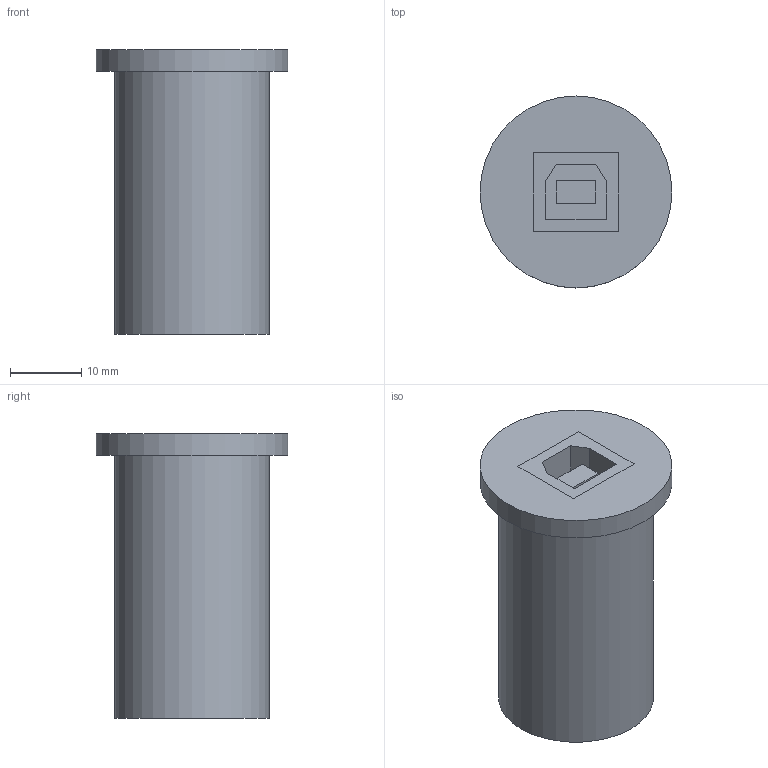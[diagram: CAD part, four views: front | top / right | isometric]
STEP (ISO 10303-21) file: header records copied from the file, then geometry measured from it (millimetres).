
FILE_DESCRIPTION(/* description */ (''),/* implementation_level */ '2;1');
FILE_NAME(/* name */ 'USB.step',/* time_stamp */ '2023-10-16T10:38:28+09:00',/* author */ (''),/* organization */ (''),/* preprocessor_version */ 'ST-DEVELOPER v20',/* originating_system */ 'Autodesk Translation Framework v12.9.0.99',/* authorisation */ '');
FILE_SCHEMA (('AUTOMOTIVE_DESIGN { 1 0 10303 214 3 1 1 }'));
Length unit declared in the file: millimetre
Products named in the file (1): USB
Bounding box: 27 x 27 x 40 mm (x, y, z)
Volume: 15135.2 mm3; surface area: 5508.3 mm2
Topology: 3 solids, 3 shells, 29 faces, 60 edges, 40 vertices
Faces by surface type: plane 27, cylinder 2
Full cylindrical faces by diameter (mm): 21.8 x1, 27 x1
Entity records: 810 total; most frequent: CARTESIAN_POINT 130, DIRECTION 124, ORIENTED_EDGE 120, EDGE_CURVE 60, LINE 56, VECTOR 56, VERTEX_POINT 40, AXIS2_PLACEMENT_3D 34
